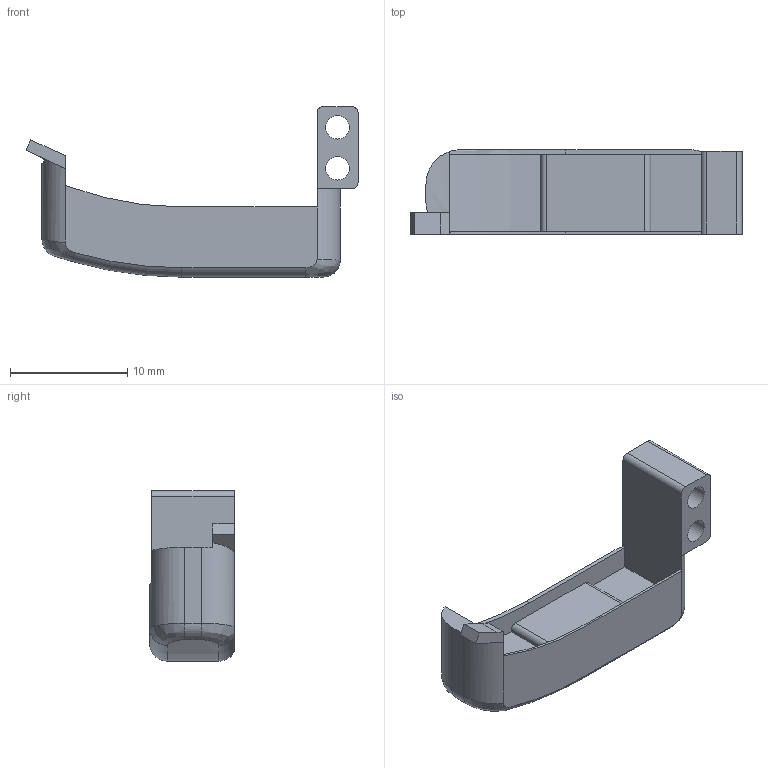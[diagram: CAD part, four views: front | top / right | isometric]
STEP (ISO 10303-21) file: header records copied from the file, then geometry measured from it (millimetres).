
FILE_DESCRIPTION(/* description */ (''),/* implementation_level */ '2;1');
FILE_NAME(/* name */ 'trigger.step',/* time_stamp */ '2023-12-27T21:19:18-05:00',/* author */ (''),/* organization */ (''),/* preprocessor_version */ 'ST-DEVELOPER v20',/* originating_system */ 'Autodesk Translation Framework v12.14.0.127',/* authorisation */ '');
FILE_SCHEMA (('AUTOMOTIVE_DESIGN { 1 0 10303 214 3 1 1 }'));
Length unit declared in the file: millimetre
Products named in the file (2): Tadpole Case V3; Trigger
Assembly tree (1 placements, depth 2):
  Tadpole Case V3
    Trigger
Bounding box: 28.36 x 7.23 x 14.55 mm (x, y, z)
Volume: 827.2 mm3; surface area: 1126.3 mm2
Topology: 1 solids, 1 shells, 51 faces, 138 edges, 89 vertices
Faces by surface type: plane 24, cylinder 21, bspline 4, torus 2
Full cylindrical faces by diameter (mm): 2 x2
Entity records: 1772 total; most frequent: CARTESIAN_POINT 398, ORIENTED_EDGE 276, DIRECTION 274, EDGE_CURVE 138, AXIS2_PLACEMENT_3D 95, VERTEX_POINT 89, LINE 84, VECTOR 84
